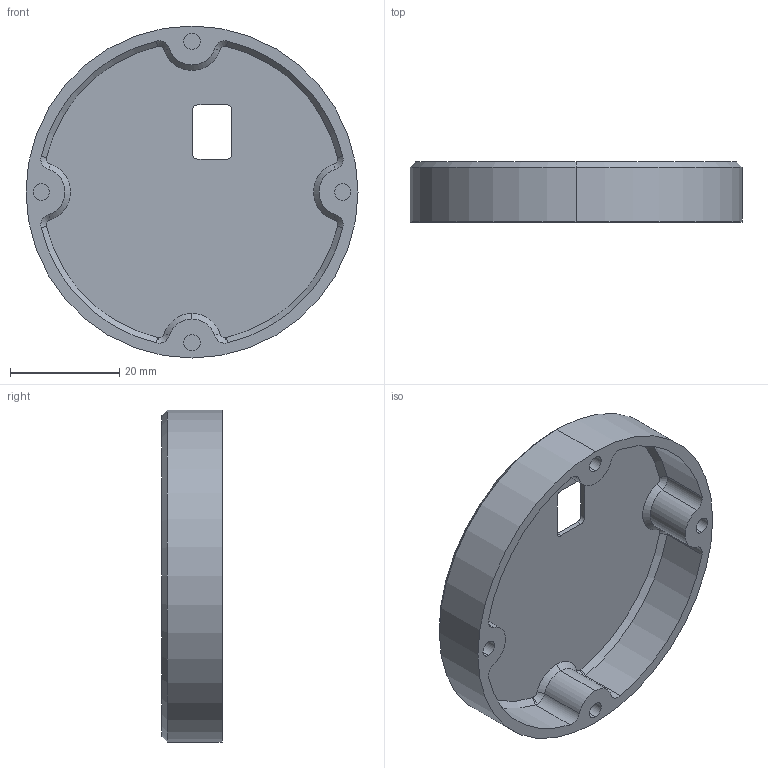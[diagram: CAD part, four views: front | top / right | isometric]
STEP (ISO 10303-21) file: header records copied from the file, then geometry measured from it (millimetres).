
FILE_DESCRIPTION (( 'STEP AP203' ), '1' );
FILE_NAME ('04_camera_lid_v2.step', '2021-03-01T17:10:53', ( '' ), ( '' ), 'SwSTEP 2.0', 'SolidWorks 2020', '' );
FILE_SCHEMA (( 'CONFIG_CONTROL_DESIGN' ));
Length unit declared in the file: millimetre
Products named in the file (1): 04_camera_lid_v2
Bounding box: 60.81 x 11 x 60.81 mm (x, y, z)
Volume: 7747.5 mm3; surface area: 9888.3 mm2
Topology: 1 solids, 1 shells, 65 faces, 155 edges, 97 vertices
Faces by surface type: cylinder 33, cone 21, plane 11
Entity records: 1987 total; most frequent: DIRECTION 376, CARTESIAN_POINT 318, ORIENTED_EDGE 310, AXIS2_PLACEMENT_3D 155, EDGE_CURVE 155, VERTEX_POINT 97, CIRCLE 89, EDGE_LOOP 72
